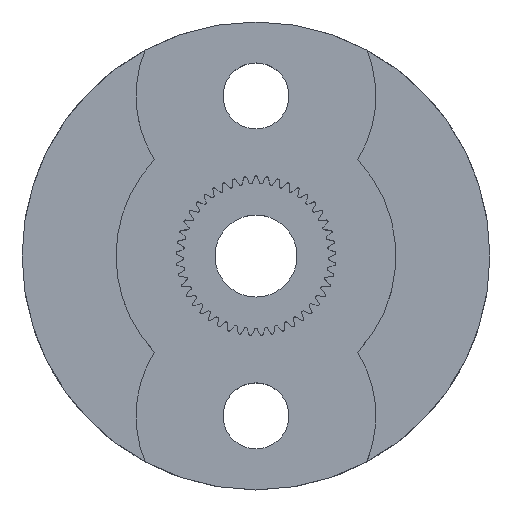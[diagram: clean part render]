
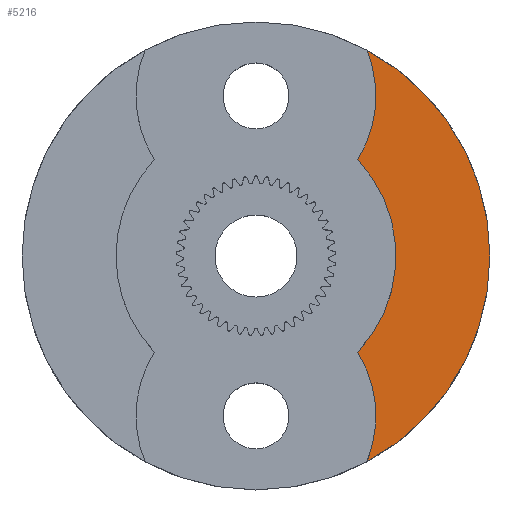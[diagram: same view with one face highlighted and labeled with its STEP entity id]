
A CAD part, top view. The second image highlights one B-rep face of the part: STEP entity #5216.
In plain terms, the highlighted planar face has unit normal (0, 0, 1).
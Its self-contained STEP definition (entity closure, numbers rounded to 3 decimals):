
#47 = PLANE ( 'NONE',  #6710 ) ;
#99 = VERTEX_POINT ( 'NONE', #7541 ) ;
#180 = DIRECTION ( 'NONE',  ( -1., 0., 0. ) ) ;
#217 = AXIS2_PLACEMENT_3D ( 'NONE', #1728, #6178, #2354 ) ;
#370 = EDGE_CURVE ( 'NONE', #3300, #4753, #2839, .T. ) ;
#765 = CARTESIAN_POINT ( 'NONE',  ( 0., -8., 4. ) ) ;
#970 = EDGE_CURVE ( 'NONE', #99, #1545, #7743, .T. ) ;
#1229 = EDGE_LOOP ( 'NONE', ( #5032, #4631, #7366, #7965, #2521 ) ) ;
#1285 = CIRCLE ( 'NONE', #4784, 6. ) ;
#1442 = DIRECTION ( 'NONE',  ( -1., 0., 0. ) ) ;
#1545 = VERTEX_POINT ( 'NONE', #2175 ) ;
#1728 = CARTESIAN_POINT ( 'NONE',  ( 0., 0., 4. ) ) ;
#2022 = CARTESIAN_POINT ( 'NONE',  ( 8.392, 0., 4. ) ) ;
#2175 = CARTESIAN_POINT ( 'NONE',  ( 11.7, 0., 4. ) ) ;
#2183 = AXIS2_PLACEMENT_3D ( 'NONE', #7073, #3301, #7699 ) ;
#2354 = DIRECTION ( 'NONE',  ( -1., 0., 0. ) ) ;
#2521 = ORIENTED_EDGE ( 'NONE', *, *, #970, .F. ) ;
#2666 = DIRECTION ( 'NONE',  ( 1., 0., 0. ) ) ;
#2839 = CIRCLE ( 'NONE', #3732, 6. ) ;
#3300 = VERTEX_POINT ( 'NONE', #6768 ) ;
#3301 = DIRECTION ( 'NONE',  ( 0., 0., -1. ) ) ;
#3481 = DIRECTION ( 'NONE',  ( 0., 0., -1. ) ) ;
#3732 = AXIS2_PLACEMENT_3D ( 'NONE', #765, #5277, #1442 ) ;
#3805 = CIRCLE ( 'NONE', #2183, 11.7 ) ;
#3995 = EDGE_CURVE ( 'NONE', #4338, #4753, #4881, .T. ) ;
#4058 = DIRECTION ( 'NONE',  ( 0., 0., -1. ) ) ;
#4101 = CARTESIAN_POINT ( 'NONE',  ( 5.083, -4.812, 4. ) ) ;
#4338 = VERTEX_POINT ( 'NONE', #5860 ) ;
#4631 = ORIENTED_EDGE ( 'NONE', *, *, #3995, .T. ) ;
#4753 = VERTEX_POINT ( 'NONE', #4101 ) ;
#4784 = AXIS2_PLACEMENT_3D ( 'NONE', #7802, #4058, #180 ) ;
#4881 = CIRCLE ( 'NONE', #7693, 7. ) ;
#5032 = ORIENTED_EDGE ( 'NONE', *, *, #7055, .T. ) ;
#5216 = ADVANCED_FACE ( 'NONE', ( #6633 ), #47, .T. ) ;
#5277 = DIRECTION ( 'NONE',  ( 0., 0., 1. ) ) ;
#5860 = CARTESIAN_POINT ( 'NONE',  ( 5.083, 4.812, 4. ) ) ;
#6178 = DIRECTION ( 'NONE',  ( 0., 0., -1. ) ) ;
#6465 = DIRECTION ( 'NONE',  ( 0., 0., 1. ) ) ;
#6633 = FACE_OUTER_BOUND ( 'NONE', #1229, .T. ) ;
#6710 = AXIS2_PLACEMENT_3D ( 'NONE', #2022, #6465, #2666 ) ;
#6768 = CARTESIAN_POINT ( 'NONE',  ( 5.539, -10.306, 4. ) ) ;
#6946 = EDGE_CURVE ( 'NONE', #1545, #3300, #3805, .T. ) ;
#7055 = EDGE_CURVE ( 'NONE', #99, #4338, #1285, .T. ) ;
#7073 = CARTESIAN_POINT ( 'NONE',  ( 0., 0., 4. ) ) ;
#7238 = CARTESIAN_POINT ( 'NONE',  ( 0., 0., 4. ) ) ;
#7366 = ORIENTED_EDGE ( 'NONE', *, *, #370, .F. ) ;
#7541 = CARTESIAN_POINT ( 'NONE',  ( 5.539, 10.306, 4. ) ) ;
#7693 = AXIS2_PLACEMENT_3D ( 'NONE', #7238, #3481, #7865 ) ;
#7699 = DIRECTION ( 'NONE',  ( -1., 0., 0. ) ) ;
#7743 = CIRCLE ( 'NONE', #217, 11.7 ) ;
#7802 = CARTESIAN_POINT ( 'NONE',  ( 0., 8., 4. ) ) ;
#7865 = DIRECTION ( 'NONE',  ( -1., 0., 0. ) ) ;
#7965 = ORIENTED_EDGE ( 'NONE', *, *, #6946, .F. ) ;
